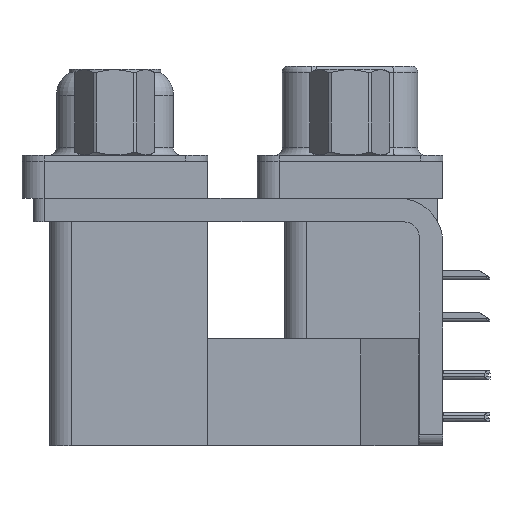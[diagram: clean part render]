
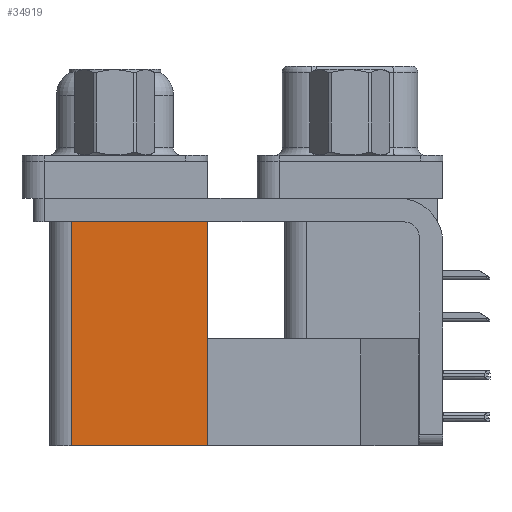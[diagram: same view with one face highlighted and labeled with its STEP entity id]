
A CAD part, left-side view. The second image highlights one B-rep face of the part: STEP entity #34919.
In plain terms, the highlighted planar face has unit normal (-1, 0, 0).
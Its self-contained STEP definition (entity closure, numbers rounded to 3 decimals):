
#490 = PLANE ( 'NONE',  #14791 ) ;
#599 = EDGE_CURVE ( 'NONE', #33334, #19203, #14005, .T. ) ;
#988 = CARTESIAN_POINT ( 'NONE',  ( 3.79, 18.8, -19.2 ) ) ;
#2148 = ORIENTED_EDGE ( 'NONE', *, *, #8160, .F. ) ;
#2964 = CARTESIAN_POINT ( 'NONE',  ( 3.79, 9.6, -19.2 ) ) ;
#5945 = DIRECTION ( 'NONE',  ( 0., 1., 0. ) ) ;
#7185 = VECTOR ( 'NONE', #5945, 1000. ) ;
#8160 = EDGE_CURVE ( 'NONE', #22590, #9791, #32136, .T. ) ;
#9791 = VERTEX_POINT ( 'NONE', #21430 ) ;
#10058 = VECTOR ( 'NONE', #26914, 1000. ) ;
#11470 = VECTOR ( 'NONE', #37163, 1000. ) ;
#14005 = LINE ( 'NONE', #17618, #11470 ) ;
#14791 = AXIS2_PLACEMENT_3D ( 'NONE', #39222, #30270, #35812 ) ;
#15751 = LINE ( 'NONE', #34869, #7185 ) ;
#17618 = CARTESIAN_POINT ( 'NONE',  ( 3.79, 9.6, -19.2 ) ) ;
#19203 = VERTEX_POINT ( 'NONE', #38890 ) ;
#20848 = ORIENTED_EDGE ( 'NONE', *, *, #25641, .T. ) ;
#21430 = CARTESIAN_POINT ( 'NONE',  ( 3.79, 18.8, -2.5 ) ) ;
#22590 = VERTEX_POINT ( 'NONE', #988 ) ;
#22693 = ORIENTED_EDGE ( 'NONE', *, *, #599, .T. ) ;
#25641 = EDGE_CURVE ( 'NONE', #19203, #9791, #39896, .T. ) ;
#26914 = DIRECTION ( 'NONE',  ( 0., 1., 0. ) ) ;
#27291 = EDGE_LOOP ( 'NONE', ( #20848, #2148, #33889, #22693 ) ) ;
#30270 = DIRECTION ( 'NONE',  ( 1., 0., 0. ) ) ;
#30315 = CARTESIAN_POINT ( 'NONE',  ( 3.79, 9.6, -2.5 ) ) ;
#30531 = EDGE_CURVE ( 'NONE', #33334, #22590, #15751, .T. ) ;
#31935 = CARTESIAN_POINT ( 'NONE',  ( 3.79, 18.8, -19.2 ) ) ;
#32136 = LINE ( 'NONE', #31935, #40241 ) ;
#33334 = VERTEX_POINT ( 'NONE', #2964 ) ;
#33465 = FACE_OUTER_BOUND ( 'NONE', #27291, .T. ) ;
#33889 = ORIENTED_EDGE ( 'NONE', *, *, #30531, .F. ) ;
#34869 = CARTESIAN_POINT ( 'NONE',  ( 3.79, 9.6, -19.2 ) ) ;
#34919 = ADVANCED_FACE ( 'NONE', ( #33465 ), #490, .F. ) ;
#35723 = DIRECTION ( 'NONE',  ( 0., 0., 1. ) ) ;
#35812 = DIRECTION ( 'NONE',  ( 0., 1., 0. ) ) ;
#37163 = DIRECTION ( 'NONE',  ( 0., 0., 1. ) ) ;
#38890 = CARTESIAN_POINT ( 'NONE',  ( 3.79, 9.6, -2.5 ) ) ;
#39222 = CARTESIAN_POINT ( 'NONE',  ( 3.79, 9.6, -19.2 ) ) ;
#39896 = LINE ( 'NONE', #30315, #10058 ) ;
#40241 = VECTOR ( 'NONE', #35723, 1000. ) ;
